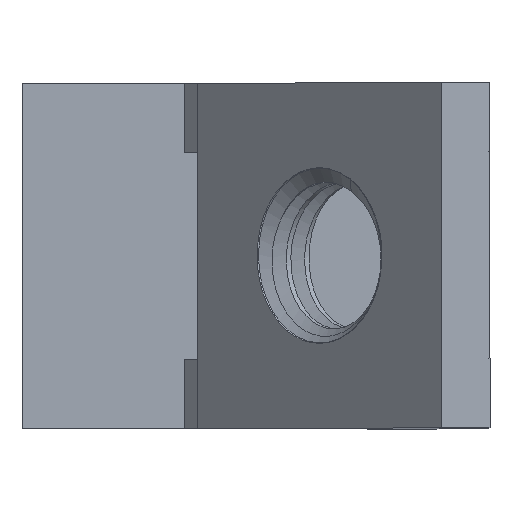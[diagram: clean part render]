
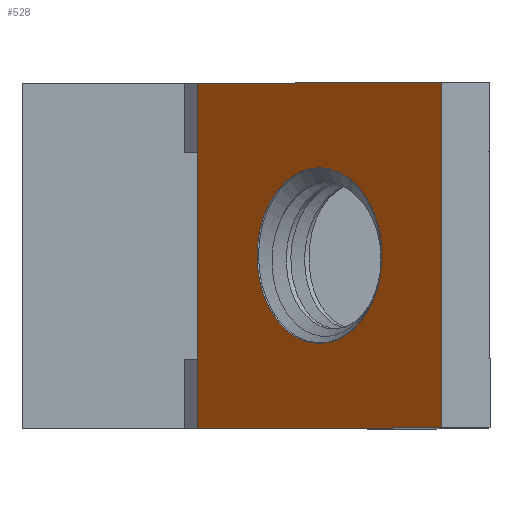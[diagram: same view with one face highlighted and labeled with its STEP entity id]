
A CAD part, top view. The second image highlights one B-rep face of the part: STEP entity #528.
In plain terms, the highlighted planar face has unit normal (-0.707, 0, 0.707).
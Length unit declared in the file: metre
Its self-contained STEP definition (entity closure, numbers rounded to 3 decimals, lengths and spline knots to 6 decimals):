
#37=B_SPLINE_CURVE_WITH_KNOTS('',3,(#843,#844,#845,#846,#847,#848,#849,
#850,#851,#852,#853,#854,#855),.UNSPECIFIED.,.F.,.F.,(4,1,1,1,1,1,1,1,1,
1,4),(0.,0.0625,0.125,0.25,
0.375,0.5,0.625,0.75,
0.875,0.9375,1.),.UNSPECIFIED.);
#38=B_SPLINE_CURVE_WITH_KNOTS('',3,(#858,#859,#860,#861),.UNSPECIFIED.,
 .F.,.F.,(4,4),(0.000497,0.000583),
 .UNSPECIFIED.);
#127=ORIENTED_EDGE('',*,*,#249,.F.);
#128=ORIENTED_EDGE('',*,*,#250,.T.);
#129=ORIENTED_EDGE('',*,*,#240,.T.);
#130=ORIENTED_EDGE('',*,*,#245,.F.);
#131=ORIENTED_EDGE('',*,*,#235,.F.);
#132=ORIENTED_EDGE('',*,*,#246,.T.);
#235=EDGE_CURVE('',#302,#303,#353,.T.);
#240=EDGE_CURVE('',#307,#306,#358,.T.);
#245=EDGE_CURVE('',#303,#306,#363,.T.);
#246=EDGE_CURVE('',#302,#307,#364,.T.);
#249=EDGE_CURVE('',#309,#310,#37,.T.);
#250=EDGE_CURVE('',#309,#310,#38,.T.);
#302=VERTEX_POINT('',#818);
#303=VERTEX_POINT('',#820);
#306=VERTEX_POINT('',#828);
#307=VERTEX_POINT('',#830);
#309=VERTEX_POINT('',#856);
#310=VERTEX_POINT('',#857);
#353=LINE('',#819,#407);
#358=LINE('',#829,#412);
#363=LINE('',#837,#417);
#364=LINE('',#839,#418);
#407=VECTOR('',#651,1.);
#412=VECTOR('',#658,1.);
#417=VECTOR('',#665,1.);
#418=VECTOR('',#668,1.);
#443=EDGE_LOOP('',(#127,#128));
#444=EDGE_LOOP('',(#129,#130,#131,#132));
#477=FACE_BOUND('',#443,.T.);
#478=FACE_BOUND('',#444,.T.);
#508=PLANE('',#572);
#528=ADVANCED_FACE('',(#477,#478),#508,.F.);
#572=AXIS2_PLACEMENT_3D('',#842,#671,#672);
#651=DIRECTION('',(0.707,0.,0.707));
#658=DIRECTION('',(0.707,0.,0.707));
#665=DIRECTION('',(0.,-1.,0.));
#668=DIRECTION('',(0.,-1.,0.));
#671=DIRECTION('',(0.707,0.,-0.707));
#672=DIRECTION('',(-0.707,0.,-0.707));
#818=CARTESIAN_POINT('',(0.207282,0.307751,0.225396));
#819=CARTESIAN_POINT('',(0.214353,0.307751,0.232467));
#820=CARTESIAN_POINT('',(0.221424,0.307751,0.239538));
#828=CARTESIAN_POINT('',(0.221424,0.287751,0.239538));
#829=CARTESIAN_POINT('',(0.214353,0.287751,0.232467));
#830=CARTESIAN_POINT('',(0.207282,0.287751,0.225396));
#837=CARTESIAN_POINT('',(0.221424,0.307751,0.239538));
#839=CARTESIAN_POINT('',(0.207282,0.307751,0.225396));
#842=CARTESIAN_POINT('',(0.214353,0.307751,0.232467));
#843=CARTESIAN_POINT('',(0.2161,0.3022,0.234214));
#844=CARTESIAN_POINT('',(0.215684,0.302526,0.233798));
#845=CARTESIAN_POINT('',(0.21478,0.302934,0.232894));
#846=CARTESIAN_POINT('',(0.212865,0.302724,0.230979));
#847=CARTESIAN_POINT('',(0.210877,0.300509,0.228991));
#848=CARTESIAN_POINT('',(0.210514,0.296235,0.228628));
#849=CARTESIAN_POINT('',(0.212389,0.292846,0.230503));
#850=CARTESIAN_POINT('',(0.215408,0.292315,0.233523));
#851=CARTESIAN_POINT('',(0.217813,0.294955,0.235928));
#852=CARTESIAN_POINT('',(0.218134,0.298505,0.236248));
#853=CARTESIAN_POINT('',(0.217276,0.300935,0.235391));
#854=CARTESIAN_POINT('',(0.216563,0.301823,0.234678));
#855=CARTESIAN_POINT('',(0.216152,0.302158,0.234266));
#856=CARTESIAN_POINT('',(0.216099,0.3022,0.234215));
#857=CARTESIAN_POINT('',(0.216151,0.302158,0.234267));
#858=CARTESIAN_POINT('',(0.2161,0.3022,0.234214));
#859=CARTESIAN_POINT('',(0.216117,0.302186,0.234231));
#860=CARTESIAN_POINT('',(0.216135,0.302172,0.234249));
#861=CARTESIAN_POINT('',(0.216152,0.302158,0.234266));
